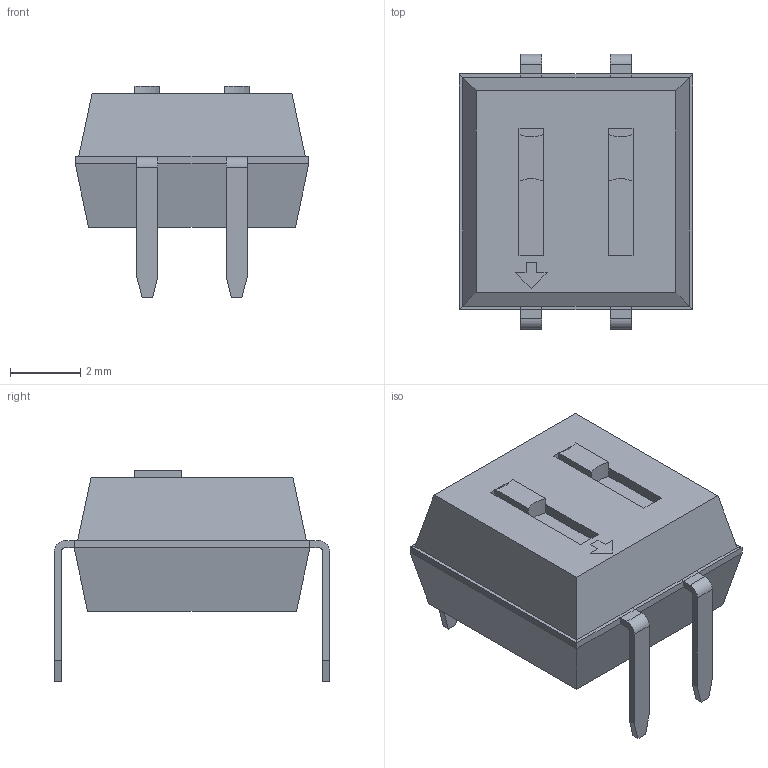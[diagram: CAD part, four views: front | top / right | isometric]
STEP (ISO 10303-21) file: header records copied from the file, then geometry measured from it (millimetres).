
FILE_DESCRIPTION(/* description */ ('model of SW_DIP_SPSTx02_Slide_6.7x6.64mm_W7.62mm_P2.54mm_LowProfile'),/* implementation_level */ '2;1');
FILE_NAME(/* name */ 'SW_DIP_SPSTx02_Slide_6.7x6.64mm_W7.62mm_P2.54mm_LowProfile.step',/* time_stamp */ '2018-12-27T21:47:14',/* author */ ('Terje Io','https://github.com/terjeio'),/* organization */ ('FreeCAD'),/* preprocessor_version */ 'OCC',/* originating_system */ 'kicad StepUp',/* authorisation */ '');
FILE_SCHEMA(('AUTOMOTIVE_DESIGN { 1 0 10303 214 1 1 1 1 }'));
Length unit declared in the file: millimetre
Products named in the file (1): SW_DIP_SPSTx02_Slide_67x664mm_W762mm_P254mm_LowProfile
Bounding box: 6.64 x 7.82 x 6 mm (x, y, z)
Volume: 148.3 mm3; surface area: 199 mm2
Topology: 1 solids, 1 shells, 101 faces, 251 edges, 155 vertices
Faces by surface type: plane 69, bspline 20, cylinder 12
Entity records: 1948 total; most frequent: ORIENTED_EDGE 387, EDGE_CURVE 251, CARTESIAN_POINT 249, LINE 163, VERTEX_POINT 155, FACE_BOUND 104, EDGE_LOOP 104, ADVANCED_FACE 101
